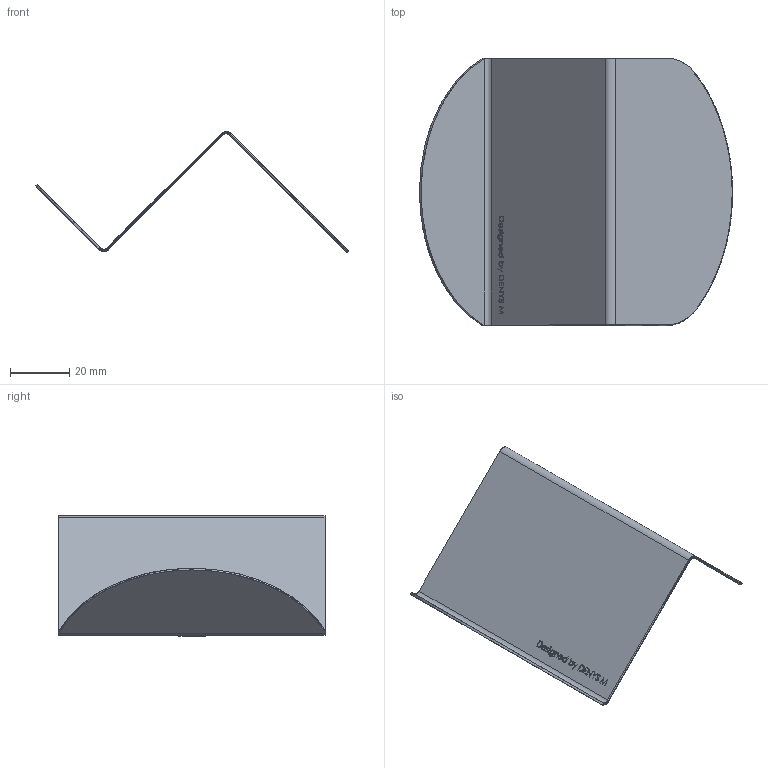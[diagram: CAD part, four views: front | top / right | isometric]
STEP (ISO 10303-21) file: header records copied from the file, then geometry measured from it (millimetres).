
FILE_DESCRIPTION(('FreeCAD Model'),'2;1');
FILE_NAME('Open CASCADE Shape Model','2025-05-04T09:32:44',('FreeCAD'),( 'FreeCAD'),'Open CASCADE STEP processor 7.6','FreeCAD','Unknown');
FILE_SCHEMA(('AUTOMOTIVE_DESIGN { 1 0 10303 214 1 1 1 1 }'));
Products named in the file (1): Open CASCADE STEP translator 7.6 1
Bounding box: 105.63 x 90.28 x 40.8 mm (x, y, z)
Surface area: 24084.3 mm2 (no closed solid volume)
Topology: 0 solids, 268 shells, 268 faces, 3644 edges, 3644 vertices
Faces by surface type: bspline 268
Entity records: 38910 total; most frequent: CARTESIAN_POINT 22743, ORIENTED_EDGE 3644, EDGE_CURVE 3644, VERTEX_POINT 3644, B_SPLINE_CURVE_WITH_KNOTS 3586, FACE_BOUND 292, EDGE_LOOP 292, SHELL_BASED_SURFACE_MODEL 268
